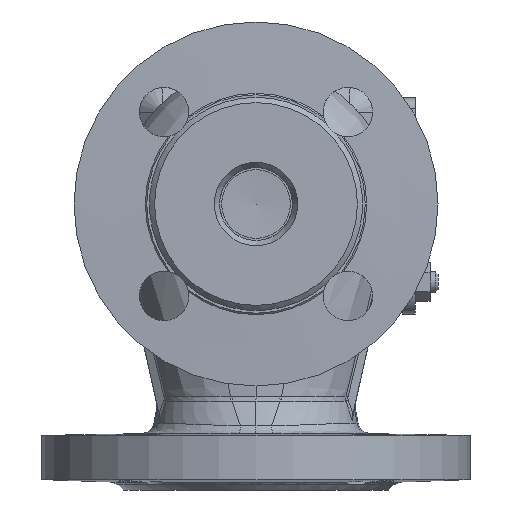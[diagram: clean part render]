
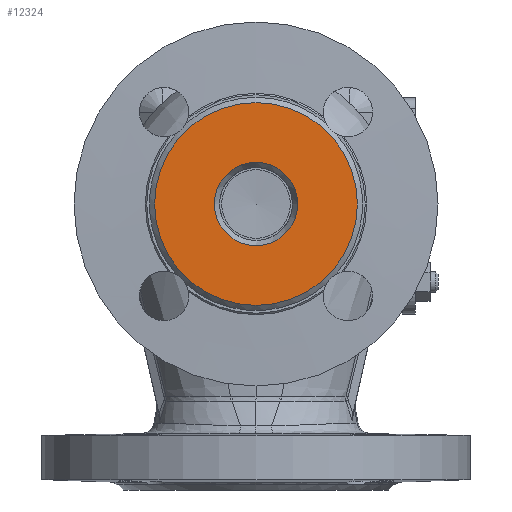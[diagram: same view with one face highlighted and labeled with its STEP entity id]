
A CAD part, front view. The second image highlights one B-rep face of the part: STEP entity #12324.
In plain terms, the highlighted planar face has unit normal (0, -1, 0).
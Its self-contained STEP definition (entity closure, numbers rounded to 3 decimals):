
#281=FACE_BOUND('',#2621,.T.);
#461=PLANE('',#13297);
#1123=CIRCLE('',#13294,39.);
#1124=CIRCLE('',#13298,16.);
#1804=FACE_OUTER_BOUND('',#2620,.T.);
#2620=EDGE_LOOP('',(#9353));
#2621=EDGE_LOOP('',(#9354));
#5368=VERTEX_POINT('',#37352);
#5369=VERTEX_POINT('',#37372);
#6791=EDGE_CURVE('',#5368,#5368,#1123,.T.);
#6796=EDGE_CURVE('',#5369,#5369,#1124,.T.);
#9353=ORIENTED_EDGE('',*,*,#6791,.F.);
#9354=ORIENTED_EDGE('',*,*,#6796,.F.);
#12324=ADVANCED_FACE('',(#1804,#281),#461,.F.);
#13294=AXIS2_PLACEMENT_3D('',#37354,#14981,#14982);
#13297=AXIS2_PLACEMENT_3D('',#37371,#14989,#14990);
#13298=AXIS2_PLACEMENT_3D('',#37373,#14991,#14992);
#14981=DIRECTION('center_axis',(0.,1.,0.));
#14982=DIRECTION('ref_axis',(0.,0.,-1.));
#14989=DIRECTION('center_axis',(0.,1.,0.));
#14990=DIRECTION('ref_axis',(0.,0.,-1.));
#14991=DIRECTION('center_axis',(0.,-1.,0.));
#14992=DIRECTION('ref_axis',(0.,0.,-1.));
#37352=CARTESIAN_POINT('',(0.,-115.,39.));
#37354=CARTESIAN_POINT('Origin',(0.,-115.,0.));
#37371=CARTESIAN_POINT('Origin',(0.,-115.,0.));
#37372=CARTESIAN_POINT('',(0.,-115.,16.));
#37373=CARTESIAN_POINT('Origin',(0.,-115.,0.));
